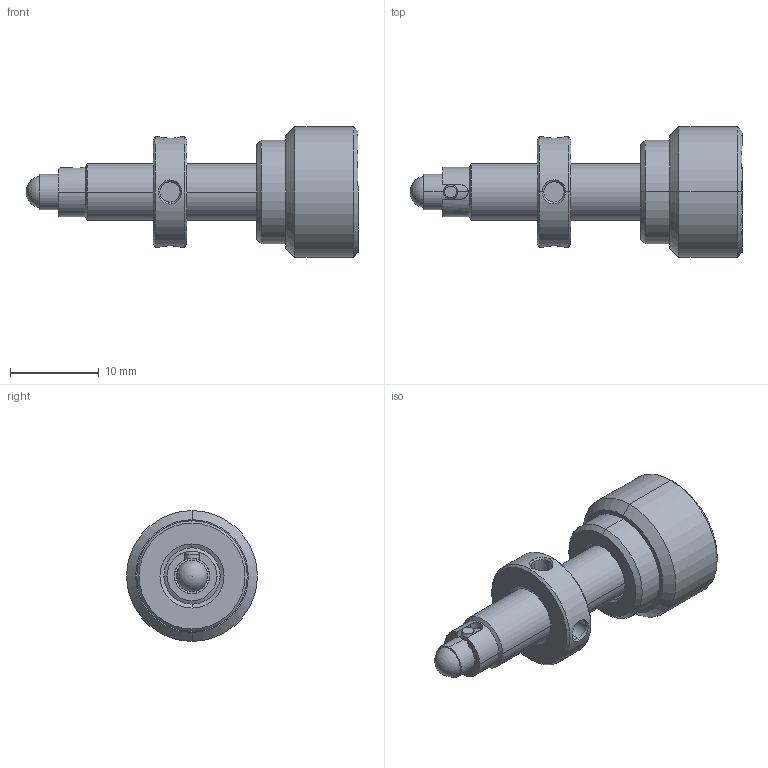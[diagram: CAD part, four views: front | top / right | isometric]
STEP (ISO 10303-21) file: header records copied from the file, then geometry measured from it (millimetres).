
FILE_DESCRIPTION (( 'STEP AP214' ), '1' );
FILE_NAME ('TTN253563-E0W.STEP', '2022-07-25T17:28:21', ( '' ), ( '' ), 'SwSTEP 2.0', 'SolidWorks 2018', '' );
FILE_SCHEMA (( 'AUTOMOTIVE_DESIGN' ));
Length unit declared in the file: inch
Products named in the file (1): TTN253563-E0W
Bounding box: 37.41 x 14.73 x 14.73 mm (x, y, z)
Volume: 2477.2 mm3; surface area: 3027.4 mm2
Topology: 8 solids, 8 shells, 343 faces, 829 edges, 534 vertices
Faces by surface type: plane 160, cylinder 72, bspline 67, cone 40, torus 2, sphere 2
Entity records: 15449 total; most frequent: CARTESIAN_POINT 3228, ORIENTED_EDGE 1650, DIRECTION 1385, EDGE_CURVE 825, VERTEX_POINT 532, VECTOR 487, LINE 487, AXIS2_PLACEMENT_3D 449
